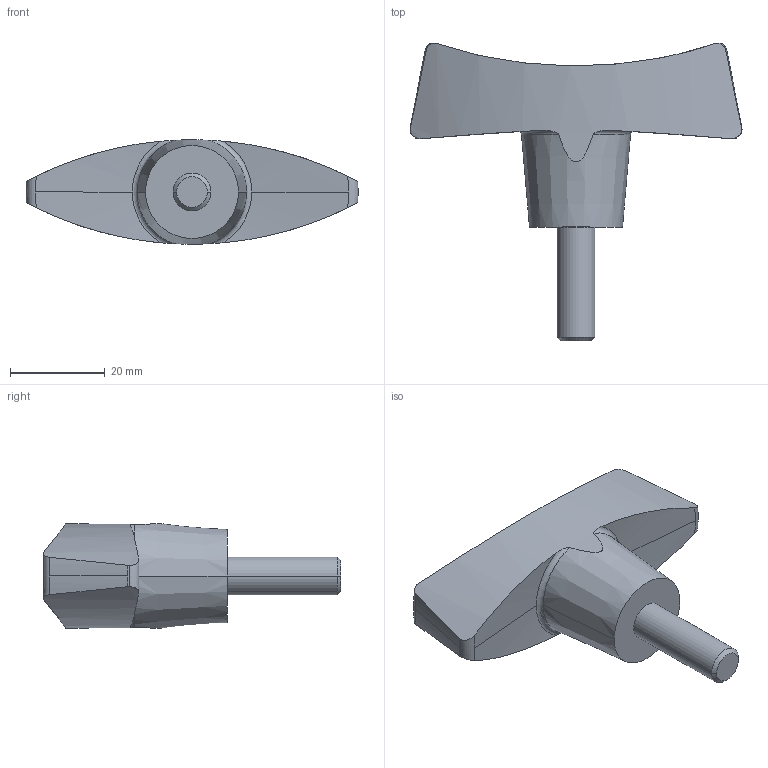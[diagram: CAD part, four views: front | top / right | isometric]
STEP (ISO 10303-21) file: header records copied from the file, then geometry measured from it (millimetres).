
FILE_DESCRIPTION( ( '' ), '1' );
FILE_NAME( 'K0181.27008X24.stp', '2012-11-01T09:26:14', ( '' ), ( '' ), ' ', ' ', ' ' );
FILE_SCHEMA( ( 'CONFIG_CONTROL_DESIGN' ) );
Length unit declared in the file: millimetre
Products named in the file (1): 1
Bounding box: 69.98 x 62.79 x 22 mm (x, y, z)
Volume: 25466 mm3; surface area: 6566.9 mm2
Topology: 1 solids, 1 shells, 29 faces, 76 edges, 50 vertices
Faces by surface type: cone 12, torus 10, cylinder 4, plane 2, sphere 1
Entity records: 1296 total; most frequent: CARTESIAN_POINT 564, ORIENTED_EDGE 152, DIRECTION 138, EDGE_CURVE 76, AXIS2_PLACEMENT_3D 64, VERTEX_POINT 50, CIRCLE 34, B_SPLINE_CURVE_WITH_KNOTS 32
